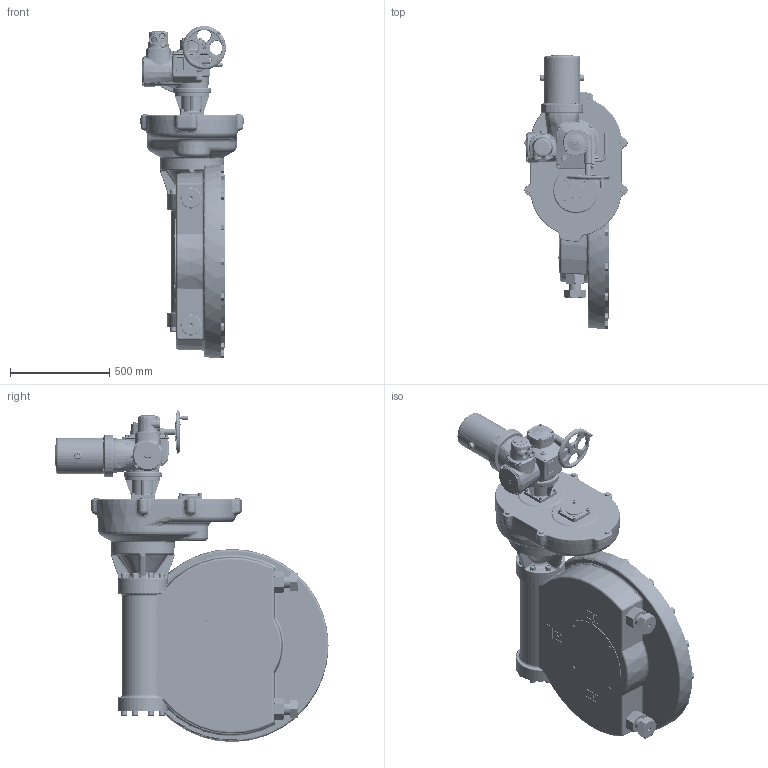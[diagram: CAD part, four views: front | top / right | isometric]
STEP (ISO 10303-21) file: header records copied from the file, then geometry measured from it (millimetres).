
FILE_DESCRIPTION(/* description */ ('Unknown'),/* implementation_level */ '2;1');
FILE_NAME(/* name */ 'A3WDRLB000X-1',/* time_stamp */ '2019-07-25T16:41:09+05:00',/* author */ ('Unknown'),/* organization */ ('Unknown'),/* preprocessor_version */ 'ST-DEVELOPER v16.7',/* originating_system */ 'DEX',/* authorisation */ $);
FILE_SCHEMA (('AUTOMOTIVE_DESIGN {1 0 10303 214 3 1 1}'));
Products named in the file (1): A3WDRLB000
Bounding box: 519.96 x 1375.95 x 1672.48 mm (x, y, z)
Volume: 245657184.5 mm3; surface area: 4764713.4 mm2
Topology: 1 solids, 55 shells, 6240 faces, 15258 edges, 9451 vertices
Faces by surface type: plane 2888, bspline 1656, cylinder 721, cone 505, torus 377, sphere 93
Full cylindrical faces by diameter (mm): 4.917 x9, 6.45 x1, 6.47 x1, 6.647 x12, 7 x2, 8 x4, 8.2 x1, 8.4 x4, 10 x14, 10.22 x4, 10.5 x4, 12 x8, 12.5 x4, 13 x5, 13.25 x8, 13.5 x9, 13.835 x4, 15.5 x1, 16 x8, 16.1 x1, 16.5 x4, 17.5 x2, 18 x10, 18.376 x1, 18.5 x4, 19 x1, 20 x19, 21 x16, 23.376 x1, 24 x16
Entity records: 284355 total; most frequent: CARTESIAN_POINT 115820, ORIENTED_EDGE 28466, DIRECTION 20128, EDGE_CURVE 14233, VERTEX_POINT 9123, AXIS2_PLACEMENT_3D 7817, FACE_BOUND 7346, EDGE_LOOP 7316
